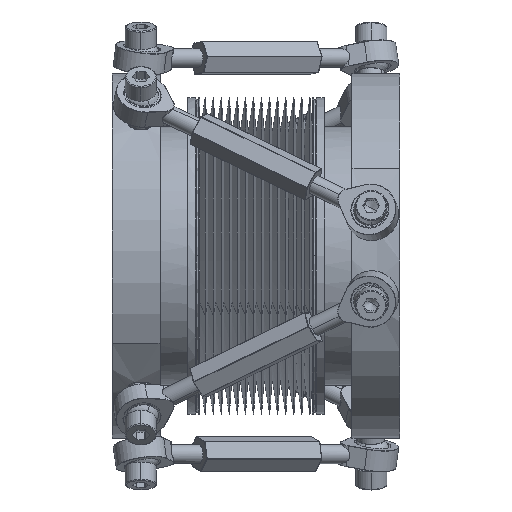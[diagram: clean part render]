
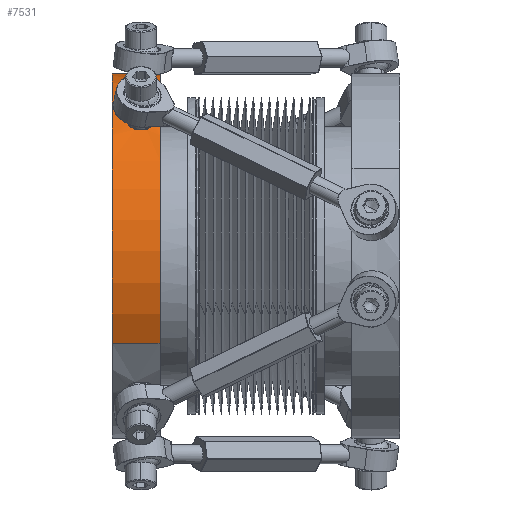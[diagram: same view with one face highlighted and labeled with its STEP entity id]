
A CAD part, top view. The second image highlights one B-rep face of the part: STEP entity #7531.
In plain terms, the highlighted cylindrical face has radius 76 mm (diameter 152 mm), a partial arc.
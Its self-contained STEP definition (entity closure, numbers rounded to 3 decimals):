
#5921=AXIS2_PLACEMENT_3D('Circle Axis2P3D',#5919,#5920,$) ;
#7236=AXIS2_PLACEMENT_3D('Circle Axis2P3D',#7234,#7235,$) ;
#7393=AXIS2_PLACEMENT_3D('Cylinder Axis2P3D',#7390,#7391,#7392) ;
#5919=CARTESIAN_POINT('Axis2P3D Location',(0.,0.,0.)) ;
#5923=CARTESIAN_POINT('Vertex',(0.,36.436,66.696)) ;
#5925=CARTESIAN_POINT('Vertex',(0.,-36.436,-66.696)) ;
#7229=CARTESIAN_POINT('Vertex',(-20.,-36.436,-66.696)) ;
#7231=CARTESIAN_POINT('Vertex',(-20.,36.436,66.696)) ;
#7234=CARTESIAN_POINT('Axis2P3D Location',(-20.,0.,0.)) ;
#7390=CARTESIAN_POINT('Axis2P3D Location',(-10.,0.,0.)) ;
#7395=CARTESIAN_POINT('Line Origine',(-10.,36.436,66.696)) ;
#7400=CARTESIAN_POINT('Line Origine',(-10.,-36.436,-66.696)) ;
#7412=CARTESIAN_POINT('Control Point',(-9.625,60.017,-46.625)) ;
#7413=CARTESIAN_POINT('Control Point',(-8.71,59.775,-46.938)) ;
#7414=CARTESIAN_POINT('Control Point',(-7.883,59.406,-47.409)) ;
#7415=CARTESIAN_POINT('Control Point',(-7.212,58.924,-48.008)) ;
#7416=CARTESIAN_POINT('Control Point',(-6.735,58.363,-48.68)) ;
#7417=CARTESIAN_POINT('Vertex',(-9.625,60.017,-46.625)) ;
#7419=CARTESIAN_POINT('Vertex',(-6.735,58.363,-48.68)) ;
#7422=CARTESIAN_POINT('Line Origine',(-10.,60.017,-46.625)) ;
#7426=CARTESIAN_POINT('Vertex',(-14.375,60.017,-46.625)) ;
#7430=CARTESIAN_POINT('Control Point',(-14.375,60.017,-46.625)) ;
#7431=CARTESIAN_POINT('Control Point',(-16.208,59.531,-47.251)) ;
#7432=CARTESIAN_POINT('Control Point',(-17.715,58.572,-48.473)) ;
#7433=CARTESIAN_POINT('Control Point',(-18.456,57.202,-50.121)) ;
#7434=CARTESIAN_POINT('Control Point',(-18.223,55.735,-51.698)) ;
#7435=CARTESIAN_POINT('Control Point',(-17.265,54.514,-52.955)) ;
#7436=CARTESIAN_POINT('Vertex',(-17.265,54.514,-52.955)) ;
#7440=CARTESIAN_POINT('Control Point',(-14.375,52.643,-54.815)) ;
#7441=CARTESIAN_POINT('Control Point',(-15.29,52.929,-54.541)) ;
#7442=CARTESIAN_POINT('Control Point',(-16.117,53.358,-54.125)) ;
#7443=CARTESIAN_POINT('Control Point',(-16.788,53.904,-53.583)) ;
#7444=CARTESIAN_POINT('Control Point',(-17.265,54.514,-52.955)) ;
#7445=CARTESIAN_POINT('Vertex',(-14.375,52.643,-54.815)) ;
#7448=CARTESIAN_POINT('Line Origine',(-10.,52.643,-54.815)) ;
#7452=CARTESIAN_POINT('Vertex',(-9.625,52.643,-54.815)) ;
#7456=CARTESIAN_POINT('Control Point',(-9.625,52.643,-54.815)) ;
#7457=CARTESIAN_POINT('Control Point',(-7.792,53.215,-54.266)) ;
#7458=CARTESIAN_POINT('Control Point',(-6.285,54.33,-53.185)) ;
#7459=CARTESIAN_POINT('Control Point',(-5.544,55.826,-51.649)) ;
#7460=CARTESIAN_POINT('Control Point',(-5.777,57.24,-50.026)) ;
#7461=CARTESIAN_POINT('Control Point',(-6.735,58.363,-48.68)) ;
#7472=CARTESIAN_POINT('Control Point',(-9.625,73.793,-18.183)) ;
#7473=CARTESIAN_POINT('Control Point',(-8.71,73.698,-18.567)) ;
#7474=CARTESIAN_POINT('Control Point',(-7.883,73.553,-19.147)) ;
#7475=CARTESIAN_POINT('Control Point',(-7.212,73.356,-19.891)) ;
#7476=CARTESIAN_POINT('Control Point',(-6.735,73.117,-20.733)) ;
#7477=CARTESIAN_POINT('Vertex',(-9.625,73.793,-18.183)) ;
#7479=CARTESIAN_POINT('Vertex',(-6.735,73.117,-20.733)) ;
#7482=CARTESIAN_POINT('Line Origine',(-10.,73.793,-18.183)) ;
#7486=CARTESIAN_POINT('Vertex',(-14.375,73.793,-18.183)) ;
#7490=CARTESIAN_POINT('Control Point',(-14.375,73.793,-18.183)) ;
#7491=CARTESIAN_POINT('Control Point',(-16.208,73.603,-18.953)) ;
#7492=CARTESIAN_POINT('Control Point',(-17.715,73.224,-20.459)) ;
#7493=CARTESIAN_POINT('Control Point',(-18.456,72.643,-22.522)) ;
#7494=CARTESIAN_POINT('Control Point',(-18.223,71.944,-24.559)) ;
#7495=CARTESIAN_POINT('Control Point',(-17.265,71.34,-26.204)) ;
#7496=CARTESIAN_POINT('Vertex',(-17.265,71.34,-26.204)) ;
#7500=CARTESIAN_POINT('Control Point',(-14.375,70.387,-28.664)) ;
#7501=CARTESIAN_POINT('Control Point',(-15.29,70.536,-28.298)) ;
#7502=CARTESIAN_POINT('Control Point',(-16.117,70.76,-27.743)) ;
#7503=CARTESIAN_POINT('Control Point',(-16.788,71.038,-27.025)) ;
#7504=CARTESIAN_POINT('Control Point',(-17.265,71.34,-26.204)) ;
#7505=CARTESIAN_POINT('Vertex',(-14.375,70.387,-28.664)) ;
#7508=CARTESIAN_POINT('Line Origine',(-10.,70.387,-28.664)) ;
#7512=CARTESIAN_POINT('Vertex',(-9.625,70.387,-28.664)) ;
#7516=CARTESIAN_POINT('Control Point',(-9.625,70.387,-28.664)) ;
#7517=CARTESIAN_POINT('Control Point',(-7.792,70.686,-27.93)) ;
#7518=CARTESIAN_POINT('Control Point',(-6.285,71.265,-26.489)) ;
#7519=CARTESIAN_POINT('Control Point',(-5.544,72.007,-24.478)) ;
#7520=CARTESIAN_POINT('Control Point',(-5.777,72.639,-22.419)) ;
#7521=CARTESIAN_POINT('Control Point',(-6.735,73.117,-20.733)) ;
#5920=DIRECTION('Axis2P3D Direction',(-1.,0.,0.)) ;
#7235=DIRECTION('Axis2P3D Direction',(-1.,0.,0.)) ;
#7391=DIRECTION('Axis2P3D Direction',(-1.,0.,0.)) ;
#7392=DIRECTION('Axis2P3D XDirection',(0.,0.479,0.878)) ;
#7396=DIRECTION('Vector Direction',(-1.,0.,0.)) ;
#7401=DIRECTION('Vector Direction',(-1.,0.,0.)) ;
#7423=DIRECTION('Vector Direction',(-1.,0.,0.)) ;
#7449=DIRECTION('Vector Direction',(-1.,0.,0.)) ;
#7483=DIRECTION('Vector Direction',(-1.,0.,0.)) ;
#7509=DIRECTION('Vector Direction',(-1.,0.,0.)) ;
#7397=VECTOR('Line Direction',#7396,1.) ;
#7402=VECTOR('Line Direction',#7401,1.) ;
#7424=VECTOR('Line Direction',#7423,1.) ;
#7450=VECTOR('Line Direction',#7449,1.) ;
#7484=VECTOR('Line Direction',#7483,1.) ;
#7510=VECTOR('Line Direction',#7509,1.) ;
#7406=ORIENTED_EDGE('',*,*,#7238,.F.) ;
#7407=ORIENTED_EDGE('',*,*,#7399,.T.) ;
#7408=ORIENTED_EDGE('',*,*,#5927,.T.) ;
#7409=ORIENTED_EDGE('',*,*,#7404,.F.) ;
#7464=ORIENTED_EDGE('',*,*,#7421,.F.) ;
#7465=ORIENTED_EDGE('',*,*,#7428,.F.) ;
#7466=ORIENTED_EDGE('',*,*,#7438,.T.) ;
#7467=ORIENTED_EDGE('',*,*,#7447,.F.) ;
#7468=ORIENTED_EDGE('',*,*,#7454,.T.) ;
#7469=ORIENTED_EDGE('',*,*,#7462,.T.) ;
#7524=ORIENTED_EDGE('',*,*,#7481,.F.) ;
#7525=ORIENTED_EDGE('',*,*,#7488,.F.) ;
#7526=ORIENTED_EDGE('',*,*,#7498,.T.) ;
#7527=ORIENTED_EDGE('',*,*,#7507,.F.) ;
#7528=ORIENTED_EDGE('',*,*,#7514,.T.) ;
#7529=ORIENTED_EDGE('',*,*,#7522,.T.) ;
#7470=FACE_BOUND('',#7463,.T.) ;
#7530=FACE_BOUND('',#7523,.T.) ;
#7531=ADVANCED_FACE('Hauptk\X2\00F6\X0\rper',(#7410,#7470,#7530),#7394,.T.) ;
#7411=B_SPLINE_CURVE_WITH_KNOTS('',4,(#7412,#7413,#7414,#7415,#7416),.UNSPECIFIED.,.F.,.U.,(5,5),(0.,5.637),.UNSPECIFIED.) ;
#7429=B_SPLINE_CURVE_WITH_KNOTS('',5,(#7430,#7431,#7432,#7433,#7434,#7435),.UNSPECIFIED.,.F.,.U.,(6,6),(0.,14.124),.UNSPECIFIED.) ;
#7439=B_SPLINE_CURVE_WITH_KNOTS('',4,(#7440,#7441,#7442,#7443,#7444),.UNSPECIFIED.,.F.,.U.,(5,5),(0.,5.637),.UNSPECIFIED.) ;
#7455=B_SPLINE_CURVE_WITH_KNOTS('',5,(#7456,#7457,#7458,#7459,#7460,#7461),.UNSPECIFIED.,.F.,.U.,(6,6),(0.,14.124),.UNSPECIFIED.) ;
#7471=B_SPLINE_CURVE_WITH_KNOTS('',4,(#7472,#7473,#7474,#7475,#7476),.UNSPECIFIED.,.F.,.U.,(5,5),(0.,5.637),.UNSPECIFIED.) ;
#7489=B_SPLINE_CURVE_WITH_KNOTS('',5,(#7490,#7491,#7492,#7493,#7494,#7495),.UNSPECIFIED.,.F.,.U.,(6,6),(0.,14.124),.UNSPECIFIED.) ;
#7499=B_SPLINE_CURVE_WITH_KNOTS('',4,(#7500,#7501,#7502,#7503,#7504),.UNSPECIFIED.,.F.,.U.,(5,5),(0.,5.637),.UNSPECIFIED.) ;
#7515=B_SPLINE_CURVE_WITH_KNOTS('',5,(#7516,#7517,#7518,#7519,#7520,#7521),.UNSPECIFIED.,.F.,.U.,(6,6),(0.,14.124),.UNSPECIFIED.) ;
#5922=CIRCLE('generated circle',#5921,76.) ;
#7237=CIRCLE('generated circle',#7236,76.) ;
#7394=CYLINDRICAL_SURFACE('generated cylinder',#7393,76.) ;
#5927=EDGE_CURVE('',#5924,#5926,#5922,.T.) ;
#7238=EDGE_CURVE('',#7232,#7230,#7237,.T.) ;
#7399=EDGE_CURVE('',#7232,#5924,#7398,.F.) ;
#7404=EDGE_CURVE('',#7230,#5926,#7403,.F.) ;
#7421=EDGE_CURVE('',#7418,#7420,#7411,.T.) ;
#7428=EDGE_CURVE('',#7427,#7418,#7425,.F.) ;
#7438=EDGE_CURVE('',#7427,#7437,#7429,.T.) ;
#7447=EDGE_CURVE('',#7446,#7437,#7439,.T.) ;
#7454=EDGE_CURVE('',#7446,#7453,#7451,.F.) ;
#7462=EDGE_CURVE('',#7453,#7420,#7455,.T.) ;
#7481=EDGE_CURVE('',#7478,#7480,#7471,.T.) ;
#7488=EDGE_CURVE('',#7487,#7478,#7485,.F.) ;
#7498=EDGE_CURVE('',#7487,#7497,#7489,.T.) ;
#7507=EDGE_CURVE('',#7506,#7497,#7499,.T.) ;
#7514=EDGE_CURVE('',#7506,#7513,#7511,.F.) ;
#7522=EDGE_CURVE('',#7513,#7480,#7515,.T.) ;
#7405=EDGE_LOOP('',(#7406,#7407,#7408,#7409)) ;
#7463=EDGE_LOOP('',(#7464,#7465,#7466,#7467,#7468,#7469)) ;
#7523=EDGE_LOOP('',(#7524,#7525,#7526,#7527,#7528,#7529)) ;
#7410=FACE_OUTER_BOUND('',#7405,.T.) ;
#7398=LINE('Line',#7395,#7397) ;
#7403=LINE('Line',#7400,#7402) ;
#7425=LINE('Line',#7422,#7424) ;
#7451=LINE('Line',#7448,#7450) ;
#7485=LINE('Line',#7482,#7484) ;
#7511=LINE('Line',#7508,#7510) ;
#5924=VERTEX_POINT('',#5923) ;
#5926=VERTEX_POINT('',#5925) ;
#7230=VERTEX_POINT('',#7229) ;
#7232=VERTEX_POINT('',#7231) ;
#7418=VERTEX_POINT('',#7417) ;
#7420=VERTEX_POINT('',#7419) ;
#7427=VERTEX_POINT('',#7426) ;
#7437=VERTEX_POINT('',#7436) ;
#7446=VERTEX_POINT('',#7445) ;
#7453=VERTEX_POINT('',#7452) ;
#7478=VERTEX_POINT('',#7477) ;
#7480=VERTEX_POINT('',#7479) ;
#7487=VERTEX_POINT('',#7486) ;
#7497=VERTEX_POINT('',#7496) ;
#7506=VERTEX_POINT('',#7505) ;
#7513=VERTEX_POINT('',#7512) ;
